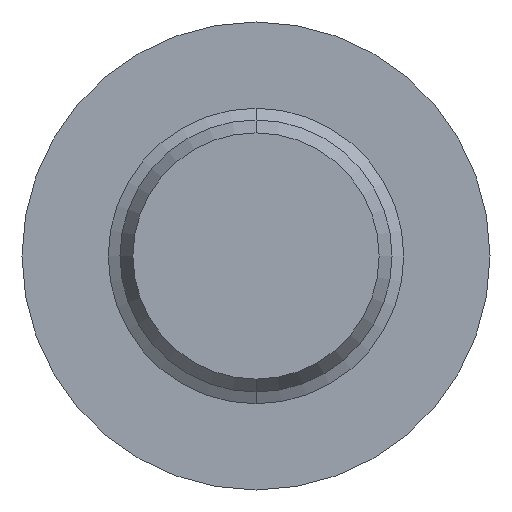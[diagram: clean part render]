
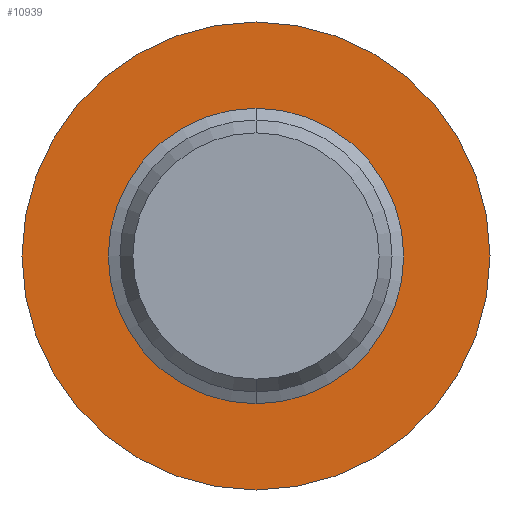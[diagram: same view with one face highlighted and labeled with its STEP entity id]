
A CAD part, front view. The second image highlights one B-rep face of the part: STEP entity #10939.
In plain terms, the highlighted planar face has unit normal (0, -1, 0).
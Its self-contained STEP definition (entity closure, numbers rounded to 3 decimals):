
#507 = TOROIDAL_SURFACE('',#508,5.45,0.5);
#508 = AXIS2_PLACEMENT_3D('',#509,#510,#511);
#509 = CARTESIAN_POINT('',(0.,-0.5,0.));
#510 = DIRECTION('',(-0.,1.,0.));
#511 = DIRECTION('',(0.,0.,1.));
#544 = VERTEX_POINT('',#545);
#545 = CARTESIAN_POINT('',(0.,0.,5.45));
#553 = TOROIDAL_SURFACE('',#554,5.45,0.5);
#554 = AXIS2_PLACEMENT_3D('',#555,#556,#557);
#555 = CARTESIAN_POINT('',(0.,-0.5,0.));
#556 = DIRECTION('',(-0.,1.,0.));
#557 = DIRECTION('',(0.,0.,1.));
#595 = VERTEX_POINT('',#596);
#596 = CARTESIAN_POINT('',(0.,0.,-5.45)
  );
#618 = EDGE_CURVE('',#595,#544,#619,.T.);
#619 = SURFACE_CURVE('',#620,(#625,#632),.PCURVE_S1.);
#620 = CIRCLE('',#621,5.45);
#621 = AXIS2_PLACEMENT_3D('',#622,#623,#624);
#622 = CARTESIAN_POINT('',(0.,0.,0.));
#623 = DIRECTION('',(-0.,1.,0.));
#624 = DIRECTION('',(0.,0.,1.));
#625 = PCURVE('',#553,#626);
#626 = DEFINITIONAL_REPRESENTATION('',(#627),#631);
#627 = LINE('',#628,#629);
#628 = CARTESIAN_POINT('',(0.,1.571));
#629 = VECTOR('',#630,1.);
#630 = DIRECTION('',(1.,0.));
#631 = ( GEOMETRIC_REPRESENTATION_CONTEXT(2) 
PARAMETRIC_REPRESENTATION_CONTEXT() REPRESENTATION_CONTEXT('2D SPACE',''
  ) );
#632 = PCURVE('',#633,#638);
#633 = PLANE('',#634);
#634 = AXIS2_PLACEMENT_3D('',#635,#636,#637);
#635 = CARTESIAN_POINT('',(-5.45,0.,0.));
#636 = DIRECTION('',(0.,-1.,0.));
#637 = DIRECTION('',(0.,0.,-1.));
#638 = DEFINITIONAL_REPRESENTATION('',(#639),#647);
#639 = ( BOUNDED_CURVE() B_SPLINE_CURVE(2,(#640,#641,#642,#643,#644,#645
,#646),.UNSPECIFIED.,.T.,.F.) B_SPLINE_CURVE_WITH_KNOTS((1,2,2,2,2,1),(
    -2.094,0.,2.094,4.189,6.283,
8.378),.UNSPECIFIED.) CURVE() GEOMETRIC_REPRESENTATION_ITEM() 
RATIONAL_B_SPLINE_CURVE((1.,0.5,1.,0.5,1.,0.5,1.)) REPRESENTATION_ITEM(
  '') );
#640 = CARTESIAN_POINT('',(-5.45,5.45));
#641 = CARTESIAN_POINT('',(-5.45,14.89));
#642 = CARTESIAN_POINT('',(2.725,10.17));
#643 = CARTESIAN_POINT('',(10.9,5.45));
#644 = CARTESIAN_POINT('',(2.725,0.73));
#645 = CARTESIAN_POINT('',(-5.45,-3.99));
#646 = CARTESIAN_POINT('',(-5.45,5.45));
#647 = ( GEOMETRIC_REPRESENTATION_CONTEXT(2) 
PARAMETRIC_REPRESENTATION_CONTEXT() REPRESENTATION_CONTEXT('2D SPACE',''
  ) );
#652 = EDGE_CURVE('',#653,#655,#657,.T.);
#653 = VERTEX_POINT('',#654);
#654 = CARTESIAN_POINT('',(0.,0.,9.5));
#655 = VERTEX_POINT('',#656);
#656 = CARTESIAN_POINT('',(0.,0.,-9.5));
#657 = SURFACE_CURVE('',#658,(#663,#675),.PCURVE_S1.);
#658 = CIRCLE('',#659,9.5);
#659 = AXIS2_PLACEMENT_3D('',#660,#661,#662);
#660 = CARTESIAN_POINT('',(0.,0.,0.));
#661 = DIRECTION('',(-0.,1.,0.));
#662 = DIRECTION('',(0.,0.,1.));
#663 = PCURVE('',#664,#669);
#664 = CYLINDRICAL_SURFACE('',#665,9.5);
#665 = AXIS2_PLACEMENT_3D('',#666,#667,#668);
#666 = CARTESIAN_POINT('',(0.,19.957,0.));
#667 = DIRECTION('',(0.,-1.,0.));
#668 = DIRECTION('',(0.,0.,1.));
#669 = DEFINITIONAL_REPRESENTATION('',(#670),#674);
#670 = LINE('',#671,#672);
#671 = CARTESIAN_POINT('',(6.283,19.957));
#672 = VECTOR('',#673,1.);
#673 = DIRECTION('',(-1.,0.));
#674 = ( GEOMETRIC_REPRESENTATION_CONTEXT(2) 
PARAMETRIC_REPRESENTATION_CONTEXT() REPRESENTATION_CONTEXT('2D SPACE',''
  ) );
#675 = PCURVE('',#633,#676);
#676 = DEFINITIONAL_REPRESENTATION('',(#677),#685);
#677 = ( BOUNDED_CURVE() B_SPLINE_CURVE(2,(#678,#679,#680,#681,#682,#683
,#684),.UNSPECIFIED.,.T.,.F.) B_SPLINE_CURVE_WITH_KNOTS((1,2,2,2,2,1),(
    -2.094,0.,2.094,4.189,6.283,
8.378),.UNSPECIFIED.) CURVE() GEOMETRIC_REPRESENTATION_ITEM() 
RATIONAL_B_SPLINE_CURVE((1.,0.5,1.,0.5,1.,0.5,1.)) REPRESENTATION_ITEM(
  '') );
#678 = CARTESIAN_POINT('',(-9.5,5.45));
#679 = CARTESIAN_POINT('',(-9.5,21.904));
#680 = CARTESIAN_POINT('',(4.75,13.677));
#681 = CARTESIAN_POINT('',(19.,5.45));
#682 = CARTESIAN_POINT('',(4.75,-2.777));
#683 = CARTESIAN_POINT('',(-9.5,-11.004));
#684 = CARTESIAN_POINT('',(-9.5,5.45));
#685 = ( GEOMETRIC_REPRESENTATION_CONTEXT(2) 
PARAMETRIC_REPRESENTATION_CONTEXT() REPRESENTATION_CONTEXT('2D SPACE',''
  ) );
#703 = CYLINDRICAL_SURFACE('',#704,9.5);
#704 = AXIS2_PLACEMENT_3D('',#705,#706,#707);
#705 = CARTESIAN_POINT('',(0.,19.957,0.));
#706 = DIRECTION('',(0.,-1.,0.));
#707 = DIRECTION('',(0.,0.,1.));
#10912 = EDGE_CURVE('',#655,#653,#10913,.T.);
#10913 = SURFACE_CURVE('',#10914,(#10919,#10926),.PCURVE_S1.);
#10914 = CIRCLE('',#10915,9.5);
#10915 = AXIS2_PLACEMENT_3D('',#10916,#10917,#10918);
#10916 = CARTESIAN_POINT('',(0.,0.,0.));
#10917 = DIRECTION('',(-0.,1.,0.));
#10918 = DIRECTION('',(0.,0.,1.));
#10919 = PCURVE('',#703,#10920);
#10920 = DEFINITIONAL_REPRESENTATION('',(#10921),#10925);
#10921 = LINE('',#10922,#10923);
#10922 = CARTESIAN_POINT('',(6.283,19.957));
#10923 = VECTOR('',#10924,1.);
#10924 = DIRECTION('',(-1.,0.));
#10925 = ( GEOMETRIC_REPRESENTATION_CONTEXT(2) 
PARAMETRIC_REPRESENTATION_CONTEXT() REPRESENTATION_CONTEXT('2D SPACE',''
  ) );
#10926 = PCURVE('',#633,#10927);
#10927 = DEFINITIONAL_REPRESENTATION('',(#10928),#10936);
#10928 = ( BOUNDED_CURVE() B_SPLINE_CURVE(2,(#10929,#10930,#10931,#10932
    ,#10933,#10934,#10935),.UNSPECIFIED.,.T.,.F.) 
B_SPLINE_CURVE_WITH_KNOTS((1,2,2,2,2,1),(-2.094,0.,
    2.094,4.189,6.283,8.378),
.UNSPECIFIED.) CURVE() GEOMETRIC_REPRESENTATION_ITEM() 
RATIONAL_B_SPLINE_CURVE((1.,0.5,1.,0.5,1.,0.5,1.)) REPRESENTATION_ITEM(
  '') );
#10929 = CARTESIAN_POINT('',(-9.5,5.45));
#10930 = CARTESIAN_POINT('',(-9.5,21.904));
#10931 = CARTESIAN_POINT('',(4.75,13.677));
#10932 = CARTESIAN_POINT('',(19.,5.45));
#10933 = CARTESIAN_POINT('',(4.75,-2.777));
#10934 = CARTESIAN_POINT('',(-9.5,-11.004));
#10935 = CARTESIAN_POINT('',(-9.5,5.45));
#10936 = ( GEOMETRIC_REPRESENTATION_CONTEXT(2) 
PARAMETRIC_REPRESENTATION_CONTEXT() REPRESENTATION_CONTEXT('2D SPACE',''
  ) );
#10939 = ADVANCED_FACE('',(#10940,#10944),#633,.T.);
#10940 = FACE_BOUND('',#10941,.T.);
#10941 = EDGE_LOOP('',(#10942,#10943));
#10942 = ORIENTED_EDGE('',*,*,#652,.F.);
#10943 = ORIENTED_EDGE('',*,*,#10912,.F.);
#10944 = FACE_BOUND('',#10945,.T.);
#10945 = EDGE_LOOP('',(#10946,#10972));
#10946 = ORIENTED_EDGE('',*,*,#10947,.T.);
#10947 = EDGE_CURVE('',#544,#595,#10948,.T.);
#10948 = SURFACE_CURVE('',#10949,(#10954,#10965),.PCURVE_S1.);
#10949 = CIRCLE('',#10950,5.45);
#10950 = AXIS2_PLACEMENT_3D('',#10951,#10952,#10953);
#10951 = CARTESIAN_POINT('',(0.,0.,0.));
#10952 = DIRECTION('',(-0.,1.,0.));
#10953 = DIRECTION('',(0.,0.,1.));
#10954 = PCURVE('',#633,#10955);
#10955 = DEFINITIONAL_REPRESENTATION('',(#10956),#10964);
#10956 = ( BOUNDED_CURVE() B_SPLINE_CURVE(2,(#10957,#10958,#10959,#10960
    ,#10961,#10962,#10963),.UNSPECIFIED.,.T.,.F.) 
B_SPLINE_CURVE_WITH_KNOTS((1,2,2,2,2,1),(-2.094,0.,
    2.094,4.189,6.283,8.378),
.UNSPECIFIED.) CURVE() GEOMETRIC_REPRESENTATION_ITEM() 
RATIONAL_B_SPLINE_CURVE((1.,0.5,1.,0.5,1.,0.5,1.)) REPRESENTATION_ITEM(
  '') );
#10957 = CARTESIAN_POINT('',(-5.45,5.45));
#10958 = CARTESIAN_POINT('',(-5.45,14.89));
#10959 = CARTESIAN_POINT('',(2.725,10.17));
#10960 = CARTESIAN_POINT('',(10.9,5.45));
#10961 = CARTESIAN_POINT('',(2.725,0.73));
#10962 = CARTESIAN_POINT('',(-5.45,-3.99));
#10963 = CARTESIAN_POINT('',(-5.45,5.45));
#10964 = ( GEOMETRIC_REPRESENTATION_CONTEXT(2) 
PARAMETRIC_REPRESENTATION_CONTEXT() REPRESENTATION_CONTEXT('2D SPACE',''
  ) );
#10965 = PCURVE('',#507,#10966);
#10966 = DEFINITIONAL_REPRESENTATION('',(#10967),#10971);
#10967 = LINE('',#10968,#10969);
#10968 = CARTESIAN_POINT('',(0.,1.571));
#10969 = VECTOR('',#10970,1.);
#10970 = DIRECTION('',(1.,0.));
#10971 = ( GEOMETRIC_REPRESENTATION_CONTEXT(2) 
PARAMETRIC_REPRESENTATION_CONTEXT() REPRESENTATION_CONTEXT('2D SPACE',''
  ) );
#10972 = ORIENTED_EDGE('',*,*,#618,.T.);
